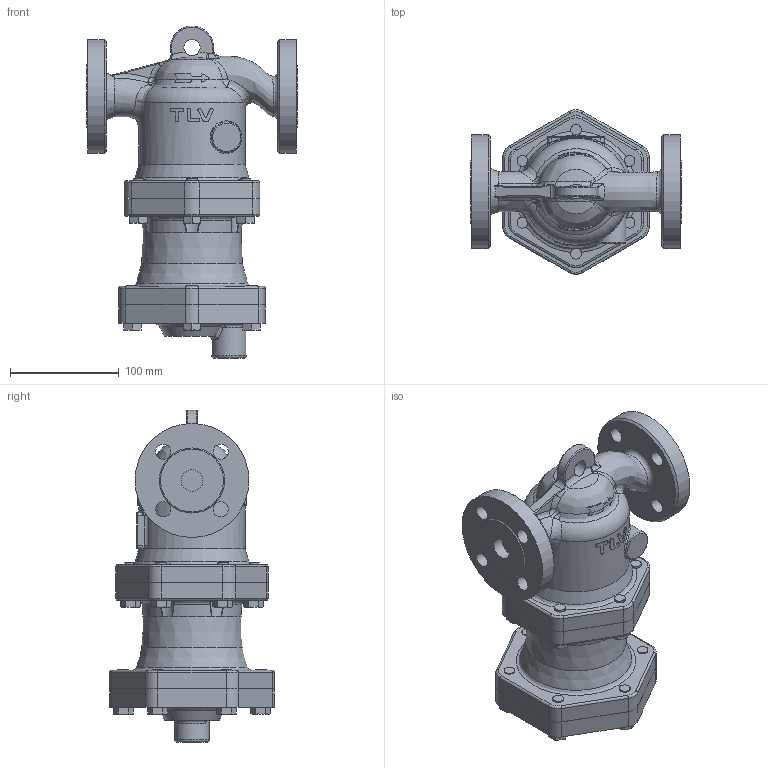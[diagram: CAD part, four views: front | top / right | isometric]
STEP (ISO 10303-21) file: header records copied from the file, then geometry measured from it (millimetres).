
FILE_DESCRIPTION((''),'2;1');
FILE_NAME('dc3a0-020-e0025-00.stp','2010-06-23T16:12:32',('nakaot'),(''),'Autodesk Inventor 2008','Autodesk Inventor 2008','');
FILE_SCHEMA(('AUTOMOTIVE_DESIGN { 1 0 10303 214 1 1 1 1 }'));
Length unit declared in the file: millimetre
Products named in the file (1): dc3a0-020-e0025-00
Bounding box: 194 x 152.01 x 305.94 mm (x, y, z)
Volume: 2612187 mm3; surface area: 220572.2 mm2
Topology: 1 solids, 1 shells, 575 faces, 1418 edges, 874 vertices
Faces by surface type: bspline 193, plane 188, cylinder 105, cone 55, torus 32, sphere 2
Full cylindrical faces by diameter (mm): 10 x18, 14 x4, 15 x1, 20 x1, 32 x1, 90 x1, 98 x1, 100 x1, 105 x1
Entity records: 47384 total; most frequent: CARTESIAN_POINT 35415, ORIENTED_EDGE 2650, DIRECTION 2088, EDGE_CURVE 1325, VERTEX_POINT 852, AXIS2_PLACEMENT_3D 846, EDGE_LOOP 717, FACE_OUTER_BOUND 575
